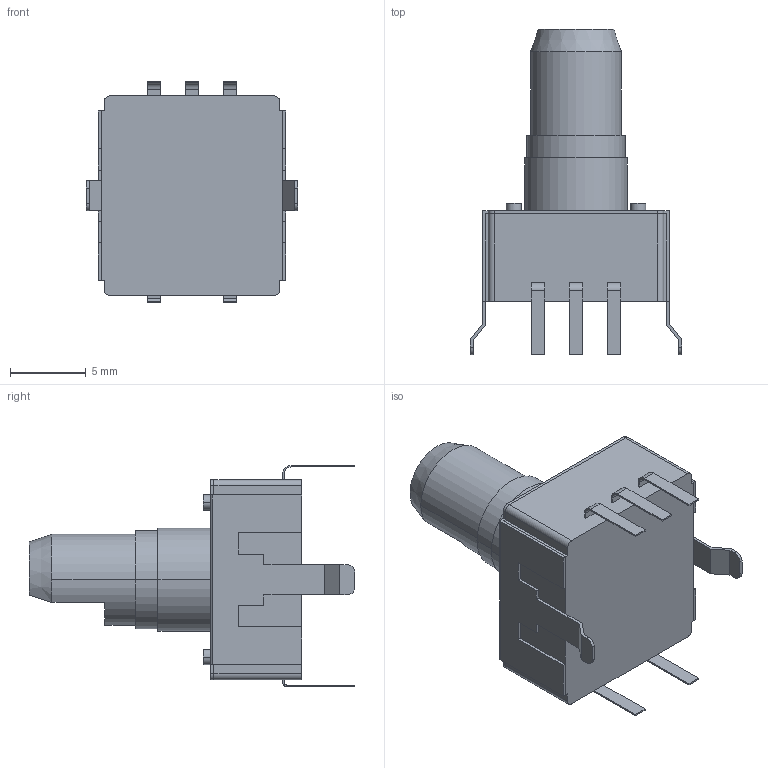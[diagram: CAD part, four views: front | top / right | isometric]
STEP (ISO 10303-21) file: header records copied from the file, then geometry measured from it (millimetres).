
FILE_DESCRIPTION (( 'STEP AP214' ), '1' );
FILE_NAME ('en12-hs--af18.STEP', '2019-12-02T21:18:19', ( '' ), ( '' ), 'SwSTEP 2.0', 'SolidWorks 2018', '' );
FILE_SCHEMA (( 'AUTOMOTIVE_DESIGN' ));
Length unit declared in the file: inch
Products named in the file (1): en12-hs--af18
Bounding box: 14 x 21.5 x 14.6 mm (x, y, z)
Volume: 1313.5 mm3; surface area: 1460.7 mm2
Topology: 2 solids, 2 shells, 148 faces, 394 edges, 262 vertices
Faces by surface type: plane 109, cylinder 38, cone 1
Entity records: 6493 total; most frequent: CARTESIAN_POINT 811, ORIENTED_EDGE 788, DIRECTION 769, EDGE_CURVE 394, LINE 313, VECTOR 313, VERTEX_POINT 262, AXIS2_PLACEMENT_3D 228
